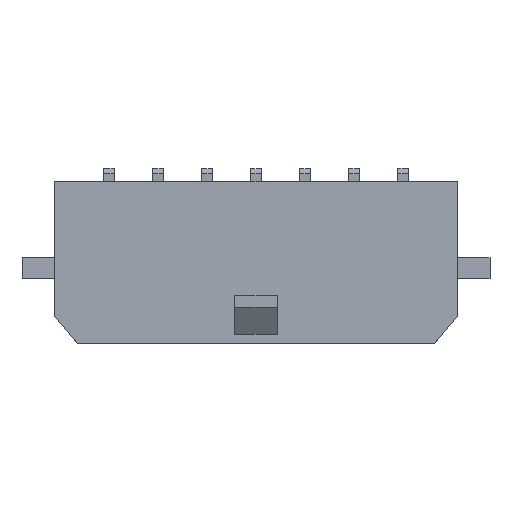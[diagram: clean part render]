
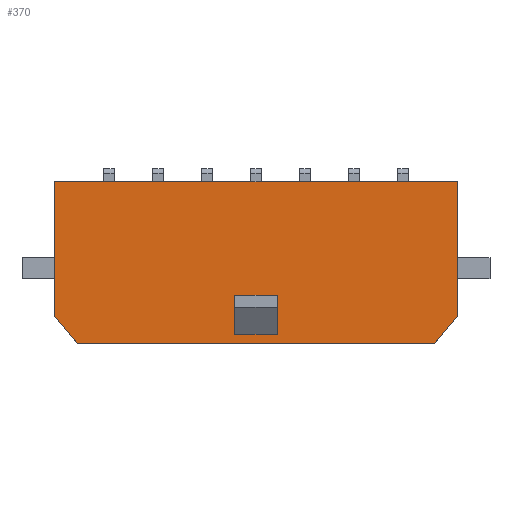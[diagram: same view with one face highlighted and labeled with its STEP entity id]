
A CAD part, top view. The second image highlights one B-rep face of the part: STEP entity #370.
In plain terms, the highlighted planar face has unit normal (0, 0, 1).
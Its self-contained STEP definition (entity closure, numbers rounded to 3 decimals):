
#370=ADVANCED_FACE('',(#802,#803),#603,.T.);
#603=PLANE('',#4366);
#802=FACE_BOUND('',#838,.T.);
#803=FACE_BOUND('',#839,.T.);
#838=EDGE_LOOP('',(#1226,#1227,#1228,#1229,#1230,#1231));
#839=EDGE_LOOP('',(#1232,#1233,#1234,#1235));
#1226=ORIENTED_EDGE('',*,*,#2779,.F.);
#1227=ORIENTED_EDGE('',*,*,#2762,.F.);
#1228=ORIENTED_EDGE('',*,*,#2819,.T.);
#1229=ORIENTED_EDGE('',*,*,#2771,.T.);
#1230=ORIENTED_EDGE('',*,*,#2776,.F.);
#1231=ORIENTED_EDGE('',*,*,#2814,.F.);
#1232=ORIENTED_EDGE('',*,*,#2820,.T.);
#1233=ORIENTED_EDGE('',*,*,#2821,.T.);
#1234=ORIENTED_EDGE('',*,*,#2822,.F.);
#1235=ORIENTED_EDGE('',*,*,#2823,.F.);
#2364=VERTEX_POINT('',#5979);
#2365=VERTEX_POINT('',#5981);
#2373=VERTEX_POINT('',#5998);
#2374=VERTEX_POINT('',#6000);
#2377=VERTEX_POINT('',#6008);
#2378=VERTEX_POINT('',#6012);
#2416=VERTEX_POINT('',#6095);
#2417=VERTEX_POINT('',#6096);
#2418=VERTEX_POINT('',#6098);
#2419=VERTEX_POINT('',#6100);
#2762=EDGE_CURVE('',#2364,#2365,#3368,.T.);
#2771=EDGE_CURVE('',#2374,#2373,#3377,.T.);
#2776=EDGE_CURVE('',#2377,#2373,#3382,.T.);
#2779=EDGE_CURVE('',#2365,#2378,#3385,.T.);
#2814=EDGE_CURVE('',#2378,#2377,#3420,.T.);
#2819=EDGE_CURVE('',#2364,#2374,#3425,.T.);
#2820=EDGE_CURVE('',#2416,#2417,#3426,.T.);
#2821=EDGE_CURVE('',#2417,#2418,#3427,.T.);
#2822=EDGE_CURVE('',#2419,#2418,#3428,.T.);
#2823=EDGE_CURVE('',#2416,#2419,#3429,.T.);
#3368=LINE('',#5980,#3906);
#3377=LINE('',#5999,#3915);
#3382=LINE('',#6009,#3920);
#3385=LINE('',#6015,#3923);
#3420=LINE('',#6085,#3958);
#3425=LINE('',#6093,#3963);
#3426=LINE('',#6094,#3964);
#3427=LINE('',#6097,#3965);
#3428=LINE('',#6099,#3966);
#3429=LINE('',#6101,#3967);
#3906=VECTOR('',#4760,1.);
#3915=VECTOR('',#4771,1.);
#3920=VECTOR('',#4778,1.);
#3923=VECTOR('',#4783,1.);
#3958=VECTOR('',#4820,1.);
#3963=VECTOR('',#4827,1.);
#3964=VECTOR('',#4828,1.);
#3965=VECTOR('',#4829,1.);
#3966=VECTOR('',#4830,1.);
#3967=VECTOR('',#4831,1.);
#4366=AXIS2_PLACEMENT_3D('',#6102,#4832,#4833);
#4760=DIRECTION('',(0.,-1.,0.));
#4771=DIRECTION('',(0.,-1.,0.));
#4778=DIRECTION('',(-0.643,0.766,0.));
#4783=DIRECTION('',(-0.643,-0.766,0.));
#4820=DIRECTION('',(-1.,0.,0.));
#4827=DIRECTION('',(-1.,0.,0.));
#4828=DIRECTION('',(-1.,0.,0.));
#4829=DIRECTION('',(0.,1.,0.));
#4830=DIRECTION('',(-1.,0.,0.));
#4831=DIRECTION('',(0.,1.,0.));
#4832=DIRECTION('',(0.,0.,1.));
#4833=DIRECTION('',(1.,0.,0.));
#5979=CARTESIAN_POINT('',(12.32,9.9,3.86));
#5980=CARTESIAN_POINT('',(12.32,9.9,3.86));
#5981=CARTESIAN_POINT('',(12.32,1.668,3.86));
#5998=CARTESIAN_POINT('',(-12.32,1.668,3.86));
#5999=CARTESIAN_POINT('',(-12.32,9.9,3.86));
#6000=CARTESIAN_POINT('',(-12.32,9.9,3.86));
#6008=CARTESIAN_POINT('',(-10.92,0.,3.86));
#6009=CARTESIAN_POINT('',(-10.92,0.,3.86));
#6012=CARTESIAN_POINT('',(10.92,0.,3.86));
#6015=CARTESIAN_POINT('',(12.32,1.668,3.86));
#6085=CARTESIAN_POINT('',(12.32,0.,3.86));
#6093=CARTESIAN_POINT('',(12.32,9.9,3.86));
#6094=CARTESIAN_POINT('',(1.3,0.54,3.86));
#6095=CARTESIAN_POINT('',(1.3,0.54,3.86));
#6096=CARTESIAN_POINT('',(-1.3,0.54,3.86));
#6097=CARTESIAN_POINT('',(-1.3,0.54,3.86));
#6098=CARTESIAN_POINT('',(-1.3,2.95,3.86));
#6099=CARTESIAN_POINT('',(1.3,2.95,3.86));
#6100=CARTESIAN_POINT('',(1.3,2.95,3.86));
#6101=CARTESIAN_POINT('',(1.3,0.54,3.86));
#6102=CARTESIAN_POINT('',(12.32,9.9,3.86));
